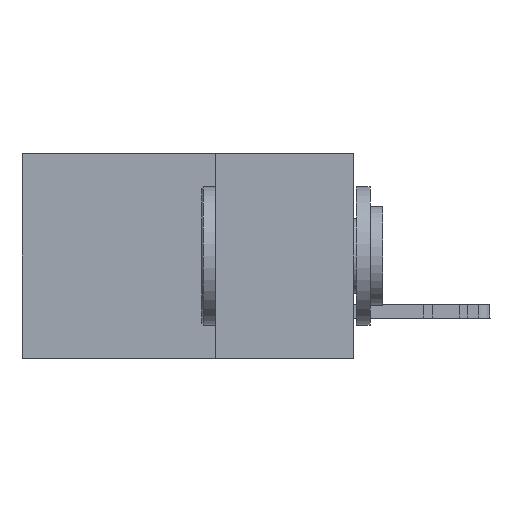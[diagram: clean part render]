
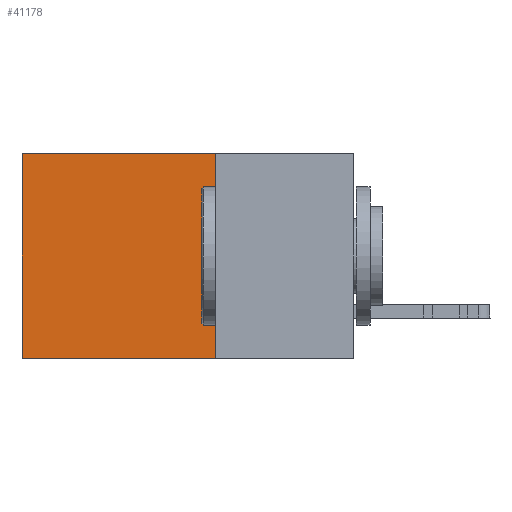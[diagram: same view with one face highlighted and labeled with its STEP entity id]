
A CAD part, left-side view. The second image highlights one B-rep face of the part: STEP entity #41178.
In plain terms, the highlighted planar face has unit normal (-1, 0, 0).
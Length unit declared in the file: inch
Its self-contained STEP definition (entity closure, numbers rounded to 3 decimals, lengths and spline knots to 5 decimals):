
#1189 = CARTESIAN_POINT ( 'NONE',  ( 0.2875, 0.25, 0. ) ) ;
#1642 = CARTESIAN_POINT ( 'NONE',  ( 0.2875, 0.6, 0. ) ) ;
#1780 = VECTOR ( 'NONE', #30464, 39.37008 ) ;
#6303 = VERTEX_POINT ( 'NONE', #37656 ) ;
#6682 = LINE ( 'NONE', #37257, #35762 ) ;
#8797 = DIRECTION ( 'NONE',  ( 0., 1., 0. ) ) ;
#8899 = VERTEX_POINT ( 'NONE', #43779 ) ;
#9165 = DIRECTION ( 'NONE',  ( 0., 0., -1. ) ) ;
#11525 = CARTESIAN_POINT ( 'NONE',  ( 0.2875, 0.25, 0. ) ) ;
#11866 = EDGE_CURVE ( 'NONE', #21332, #6303, #27614, .T. ) ;
#12898 = LINE ( 'NONE', #1189, #33050 ) ;
#15313 = DIRECTION ( 'NONE',  ( 0., 0., -1. ) ) ;
#16373 = VERTEX_POINT ( 'NONE', #28341 ) ;
#19133 = ORIENTED_EDGE ( 'NONE', *, *, #11866, .T. ) ;
#19666 = PLANE ( 'NONE',  #23438 ) ;
#19934 = ORIENTED_EDGE ( 'NONE', *, *, #44038, .F. ) ;
#20851 = ORIENTED_EDGE ( 'NONE', *, *, #32402, .T. ) ;
#21332 = VERTEX_POINT ( 'NONE', #32690 ) ;
#22677 = VECTOR ( 'NONE', #37783, 39.37008 ) ;
#23438 = AXIS2_PLACEMENT_3D ( 'NONE', #23605, #34066, #9165 ) ;
#23605 = CARTESIAN_POINT ( 'NONE',  ( 0.2875, 0.25, 0. ) ) ;
#25622 = EDGE_LOOP ( 'NONE', ( #20851, #41127, #19934, #19133 ) ) ;
#27614 = LINE ( 'NONE', #11525, #1780 ) ;
#28341 = CARTESIAN_POINT ( 'NONE',  ( 0.2875, 0.6, -0.37 ) ) ;
#30464 = DIRECTION ( 'NONE',  ( 0., 1., 0. ) ) ;
#32402 = EDGE_CURVE ( 'NONE', #6303, #16373, #36090, .T. ) ;
#32690 = CARTESIAN_POINT ( 'NONE',  ( 0.2875, 0.25, 0. ) ) ;
#33050 = VECTOR ( 'NONE', #15313, 39.37008 ) ;
#34066 = DIRECTION ( 'NONE',  ( 1., 0., 0. ) ) ;
#35762 = VECTOR ( 'NONE', #8797, 39.37008 ) ;
#36090 = LINE ( 'NONE', #1642, #22677 ) ;
#37257 = CARTESIAN_POINT ( 'NONE',  ( 0.2875, 0.25, -0.37 ) ) ;
#37656 = CARTESIAN_POINT ( 'NONE',  ( 0.2875, 0.6, 0. ) ) ;
#37783 = DIRECTION ( 'NONE',  ( 0., 0., -1. ) ) ;
#38344 = FACE_OUTER_BOUND ( 'NONE', #25622, .T. ) ;
#41127 = ORIENTED_EDGE ( 'NONE', *, *, #45209, .F. ) ;
#41178 = ADVANCED_FACE ( 'NONE', ( #38344 ), #19666, .F. ) ;
#43779 = CARTESIAN_POINT ( 'NONE',  ( 0.2875, 0.25, -0.37 ) ) ;
#44038 = EDGE_CURVE ( 'NONE', #21332, #8899, #12898, .T. ) ;
#45209 = EDGE_CURVE ( 'NONE', #8899, #16373, #6682, .T. ) ;
